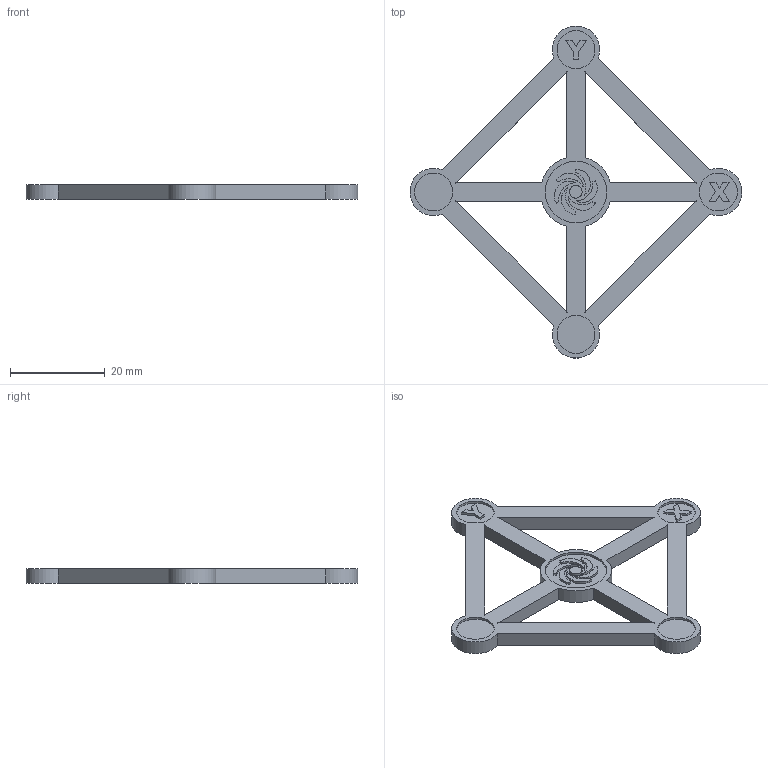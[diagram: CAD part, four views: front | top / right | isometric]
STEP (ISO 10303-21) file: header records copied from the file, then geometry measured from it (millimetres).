
FILE_DESCRIPTION(/* description */ (''),/* implementation_level */ '2;1');
FILE_NAME(/* name */ 'Galaxy Flower.step',/* time_stamp */ '2023-09-24T18:35:58+02:00',/* author */ (''),/* organization */ (''),/* preprocessor_version */ 'ST-DEVELOPER v20',/* originating_system */ 'Autodesk Translation Framework v12.14.0.127',/* authorisation */ '');
FILE_SCHEMA (('AUTOMOTIVE_DESIGN { 1 0 10303 214 3 1 1 }'));
Length unit declared in the file: millimetre
Products named in the file (1): Galaxy Flower 2
Bounding box: 69.96 x 69.96 x 3 mm (x, y, z)
Volume: 3753.6 mm3; surface area: 4296.3 mm2
Topology: 1 solids, 1 shells, 172 faces, 468 edges, 296 vertices
Faces by surface type: plane 81, bspline 70, cylinder 21
Full cylindrical faces by diameter (mm): 8 x4, 13 x1
Entity records: 5581 total; most frequent: CARTESIAN_POINT 1847, ORIENTED_EDGE 936, DIRECTION 576, EDGE_CURVE 468, VERTEX_POINT 296, LINE 286, VECTOR 286, EDGE_LOOP 194
